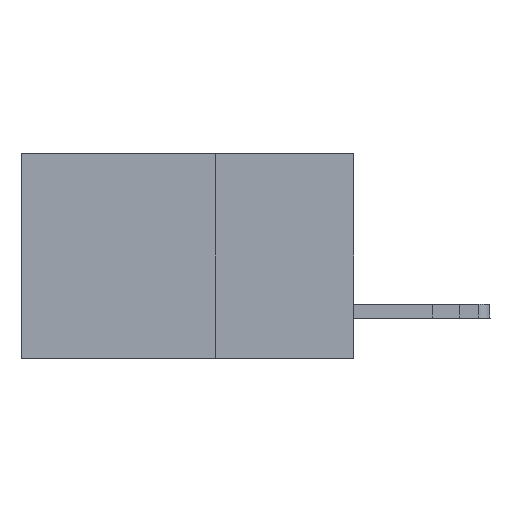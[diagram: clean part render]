
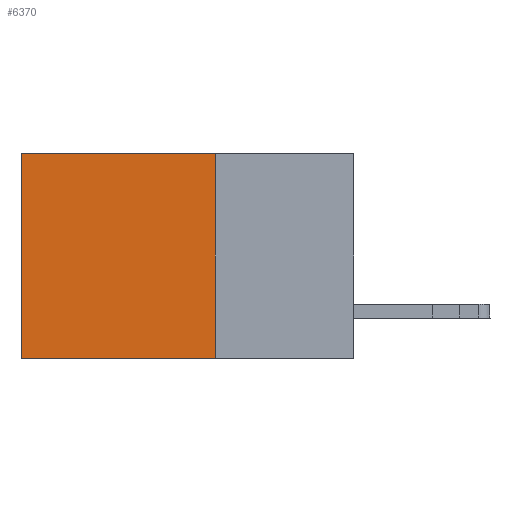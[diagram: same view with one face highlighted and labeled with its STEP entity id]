
A CAD part, left-side view. The second image highlights one B-rep face of the part: STEP entity #6370.
In plain terms, the highlighted planar face has unit normal (-1, 0, 0).
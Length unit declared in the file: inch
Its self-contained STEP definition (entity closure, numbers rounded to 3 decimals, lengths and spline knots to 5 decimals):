
#564 = EDGE_CURVE ( 'NONE', #15747, #29896, #26539, .T. ) ;
#652 = CARTESIAN_POINT ( 'NONE',  ( 0.2875, 0.25, -0.37 ) ) ;
#2816 = ORIENTED_EDGE ( 'NONE', *, *, #15612, .T. ) ;
#3136 = VERTEX_POINT ( 'NONE', #5222 ) ;
#3827 = ORIENTED_EDGE ( 'NONE', *, *, #564, .F. ) ;
#4288 = LINE ( 'NONE', #652, #9021 ) ;
#4593 = DIRECTION ( 'NONE',  ( 0., 0., -1. ) ) ;
#5222 = CARTESIAN_POINT ( 'NONE',  ( 0.2875, 0.6, 0. ) ) ;
#5435 = AXIS2_PLACEMENT_3D ( 'NONE', #14514, #23909, #9908 ) ;
#5715 = ORIENTED_EDGE ( 'NONE', *, *, #7561, .F. ) ;
#6370 = ADVANCED_FACE ( 'NONE', ( #9726 ), #21543, .F. ) ;
#7561 = EDGE_CURVE ( 'NONE', #29896, #17567, #4288, .T. ) ;
#9021 = VECTOR ( 'NONE', #10041, 39.37008 ) ;
#9726 = FACE_OUTER_BOUND ( 'NONE', #22976, .T. ) ;
#9908 = DIRECTION ( 'NONE',  ( 0., 0., -1. ) ) ;
#9928 = CARTESIAN_POINT ( 'NONE',  ( 0.2875, 0.6, -0.37 ) ) ;
#10041 = DIRECTION ( 'NONE',  ( 0., 1., 0. ) ) ;
#11021 = CARTESIAN_POINT ( 'NONE',  ( 0.2875, 0.25, 0. ) ) ;
#11506 = DIRECTION ( 'NONE',  ( 0., 0., -1. ) ) ;
#12067 = ORIENTED_EDGE ( 'NONE', *, *, #21291, .T. ) ;
#14514 = CARTESIAN_POINT ( 'NONE',  ( 0.2875, 0.25, 0. ) ) ;
#14649 = DIRECTION ( 'NONE',  ( 0., 1., 0. ) ) ;
#15227 = VECTOR ( 'NONE', #4593, 39.37008 ) ;
#15612 = EDGE_CURVE ( 'NONE', #15747, #3136, #16830, .T. ) ;
#15747 = VERTEX_POINT ( 'NONE', #22185 ) ;
#16108 = VECTOR ( 'NONE', #14649, 39.37008 ) ;
#16830 = LINE ( 'NONE', #28626, #16108 ) ;
#17567 = VERTEX_POINT ( 'NONE', #9928 ) ;
#21291 = EDGE_CURVE ( 'NONE', #3136, #17567, #27634, .T. ) ;
#21543 = PLANE ( 'NONE',  #5435 ) ;
#22185 = CARTESIAN_POINT ( 'NONE',  ( 0.2875, 0.25, 0. ) ) ;
#22976 = EDGE_LOOP ( 'NONE', ( #12067, #5715, #3827, #2816 ) ) ;
#23909 = DIRECTION ( 'NONE',  ( 1., 0., 0. ) ) ;
#24172 = CARTESIAN_POINT ( 'NONE',  ( 0.2875, 0.25, -0.37 ) ) ;
#25071 = VECTOR ( 'NONE', #11506, 39.37008 ) ;
#25590 = CARTESIAN_POINT ( 'NONE',  ( 0.2875, 0.6, 0. ) ) ;
#26539 = LINE ( 'NONE', #11021, #25071 ) ;
#27634 = LINE ( 'NONE', #25590, #15227 ) ;
#28626 = CARTESIAN_POINT ( 'NONE',  ( 0.2875, 0.25, 0. ) ) ;
#29896 = VERTEX_POINT ( 'NONE', #24172 ) ;
